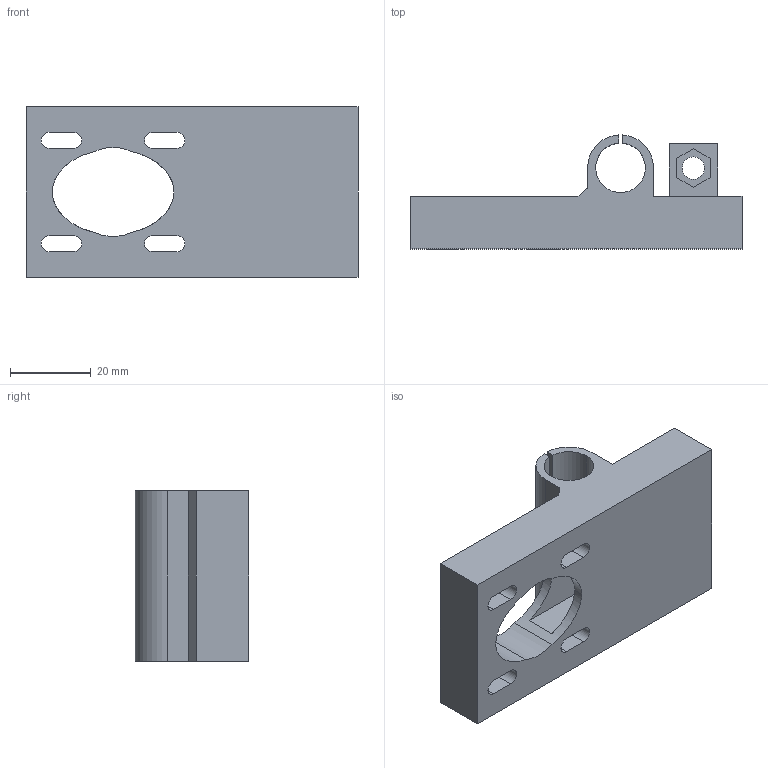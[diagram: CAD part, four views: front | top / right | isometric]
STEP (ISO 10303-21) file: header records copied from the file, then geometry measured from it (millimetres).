
FILE_DESCRIPTION (( 'STEP AP203' ), '1' );
FILE_NAME ('x_motor_holder.STEP', '2012-11-28T03:56:44', ( 'LVG' ), ( 'MouseComputer PC' ), 'SwSTEP 2.0', 'SolidWorks 2011', '' );
FILE_SCHEMA (( 'CONFIG_CONTROL_DESIGN' ));
Length unit declared in the file: millimetre
Products named in the file (1): x_motor_holder
Bounding box: 82 x 28.11 x 42 mm (x, y, z)
Volume: 32138.2 mm3; surface area: 18579.1 mm2
Topology: 1 solids, 1 shells, 62 faces, 174 edges, 116 vertices
Faces by surface type: plane 37, cylinder 22, bspline 3
Entity records: 2116 total; most frequent: CARTESIAN_POINT 404, ORIENTED_EDGE 348, DIRECTION 328, EDGE_CURVE 174, VECTOR 120, LINE 120, VERTEX_POINT 116, AXIS2_PLACEMENT_3D 104
